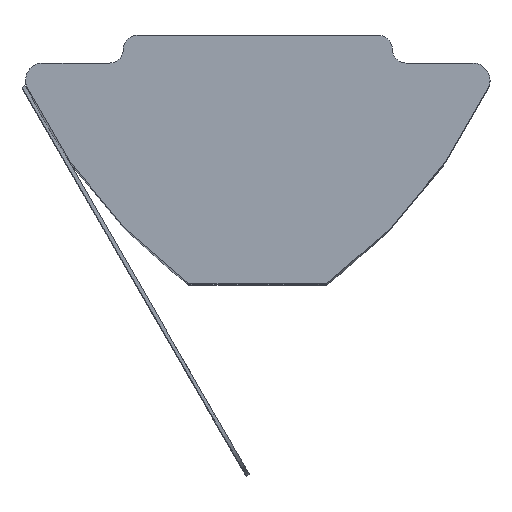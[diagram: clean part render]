
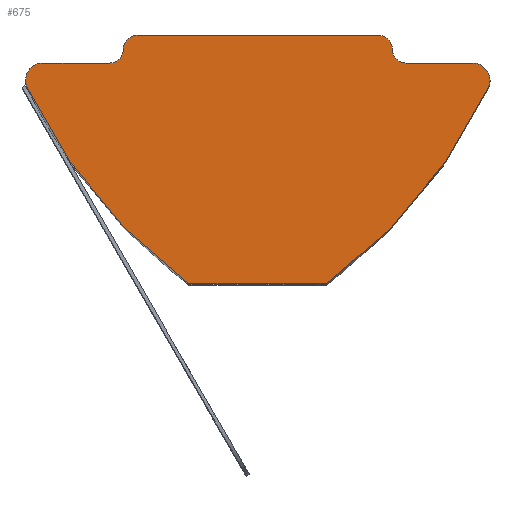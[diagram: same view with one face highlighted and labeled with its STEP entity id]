
A CAD part, top view. The second image highlights one B-rep face of the part: STEP entity #675.
In plain terms, the highlighted free-form (B-spline) face has degree [1, 1] with [4, 2] control points.
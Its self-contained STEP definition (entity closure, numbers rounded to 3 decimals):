
#22 = CARTESIAN_POINT ( 'NONE',  ( -3.9, -0.4, 22. ) ) ;
#24 = CARTESIAN_POINT ( 'NONE',  ( 6.233, -0.8, 22. ) ) ;
#77 = DIRECTION ( 'NONE',  ( 1., 0., 0. ) ) ;
#83 = DIRECTION ( 'NONE',  ( 0., 0., 1. ) ) ;
#86 = CARTESIAN_POINT ( 'NONE',  ( -6.879, 4.89, 22. ) ) ;
#157 = DIRECTION ( 'NONE',  ( 1., 0., 0. ) ) ;
#158 = CARTESIAN_POINT ( 'NONE',  ( 0., 0., 22. ) ) ;
#160 = DIRECTION ( 'NONE',  ( 1., 0., 0. ) ) ;
#161 = DIRECTION ( 'NONE',  ( 0., 0., -1. ) ) ;
#162 = CARTESIAN_POINT ( 'NONE',  ( 3.5, -0.4, 22. ) ) ;
#167 = DIRECTION ( 'NONE',  ( 1., 0., 0. ) ) ;
#168 = DIRECTION ( 'NONE',  ( 0., 0., -1. ) ) ;
#169 = CARTESIAN_POINT ( 'NONE',  ( -3.5, -0.4, 22. ) ) ;
#170 = DIRECTION ( 'NONE',  ( 1., 0., 0. ) ) ;
#171 = CARTESIAN_POINT ( 'NONE',  ( 0.001, -7.2, 22. ) ) ;
#182 = CARTESIAN_POINT ( 'NONE',  ( 6.686, -1.513, 22. ) ) ;
#183 = CARTESIAN_POINT ( 'NONE',  ( -6.686, -1.513, 22. ) ) ;
#184 = CARTESIAN_POINT ( 'NONE',  ( -6.233, -0.8, 22. ) ) ;
#192 = CARTESIAN_POINT ( 'NONE',  ( -3.5, 0., 22. ) ) ;
#194 = CARTESIAN_POINT ( 'NONE',  ( 3.9, -0.4, 22. ) ) ;
#195 = CARTESIAN_POINT ( 'NONE',  ( -2., -7.2, 22. ) ) ;
#198 = CARTESIAN_POINT ( 'NONE',  ( 3.5, 0., 22. ) ) ;
#200 = CARTESIAN_POINT ( 'NONE',  ( -4.3, -0.8, 22. ) ) ;
#202 = CARTESIAN_POINT ( 'NONE',  ( 2., -7.2, 22. ) ) ;
#203 = CARTESIAN_POINT ( 'NONE',  ( 6.733, -1.3, 22. ) ) ;
#205 = CARTESIAN_POINT ( 'NONE',  ( 4.3, -0.8, 22. ) ) ;
#241 = DIRECTION ( 'NONE',  ( 1., 0., 0. ) ) ;
#242 = DIRECTION ( 'NONE',  ( 0., 0., 1. ) ) ;
#243 = CARTESIAN_POINT ( 'NONE',  ( 6.879, 4.89, 22. ) ) ;
#256 = DIRECTION ( 'NONE',  ( 1., 0., 0. ) ) ;
#258 = DIRECTION ( 'NONE',  ( 0., 0., -1. ) ) ;
#259 = CARTESIAN_POINT ( 'NONE',  ( -4.3, -0.4, 22. ) ) ;
#265 = DIRECTION ( 'NONE',  ( -1., 0., 0. ) ) ;
#266 = CARTESIAN_POINT ( 'NONE',  ( 0.001, -0.8, 22. ) ) ;
#278 = DIRECTION ( 'NONE',  ( -1., 0., 0. ) ) ;
#279 = CARTESIAN_POINT ( 'NONE',  ( 0.001, -0.8, 22. ) ) ;
#285 = DIRECTION ( 'NONE',  ( 1., 0., 0. ) ) ;
#286 = DIRECTION ( 'NONE',  ( 0., 0., -1. ) ) ;
#287 = CARTESIAN_POINT ( 'NONE',  ( 4.3, -0.4, 22. ) ) ;
#295 = DIRECTION ( 'NONE',  ( 1., 0., 0. ) ) ;
#296 = DIRECTION ( 'NONE',  ( 0., 0., -1. ) ) ;
#297 = CARTESIAN_POINT ( 'NONE',  ( 6.233, -1.3, 22. ) ) ;
#347 = DIRECTION ( 'NONE',  ( 1., 0., 0. ) ) ;
#348 = DIRECTION ( 'NONE',  ( 0., 0., -1. ) ) ;
#349 = CARTESIAN_POINT ( 'NONE',  ( -6.233, -1.3, 22. ) ) ;
#441 = CARTESIAN_POINT ( 'NONE',  ( 6.817, 0., 22. ) ) ;
#442 = CARTESIAN_POINT ( 'NONE',  ( 6.817, -7.2, 22. ) ) ;
#443 = CARTESIAN_POINT ( 'NONE',  ( 6.733, 0., 22. ) ) ;
#444 = CARTESIAN_POINT ( 'NONE',  ( 6.733, -7.2, 22. ) ) ;
#445 = CARTESIAN_POINT ( 'NONE',  ( -6.733, 0., 22. ) ) ;
#446 = CARTESIAN_POINT ( 'NONE',  ( -6.733, -7.2, 22. ) ) ;
#447 = CARTESIAN_POINT ( 'NONE',  ( -6.818, 0., 22. ) ) ;
#448 = CARTESIAN_POINT ( 'NONE',  ( -6.818, -7.2, 22. ) ) ;
#449 = DIRECTION ( 'NONE',  ( 1., 0., 0. ) ) ;
#450 = DIRECTION ( 'NONE',  ( 0., 0., -1. ) ) ;
#451 = CARTESIAN_POINT ( 'NONE',  ( 6.233, -1.3, 22. ) ) ;
#486 = VECTOR ( 'NONE', #278, 1000. ) ;
#491 = AXIS2_PLACEMENT_3D ( 'NONE', #287, #286, #285 ) ;
#492 = CIRCLE ( 'NONE', #491, 0.4 ) ;
#496 = AXIS2_PLACEMENT_3D ( 'NONE', #297, #296, #295 ) ;
#498 = CIRCLE ( 'NONE', #496, 0.5 ) ;
#500 = CIRCLE ( 'NONE', #584, 0.4 ) ;
#511 = AXIS2_PLACEMENT_3D ( 'NONE', #349, #348, #347 ) ;
#512 = CIRCLE ( 'NONE', #511, 0.5 ) ;
#545 = AXIS2_PLACEMENT_3D ( 'NONE', #451, #450, #449 ) ;
#552 = CIRCLE ( 'NONE', #545, 0.5 ) ;
#584 = AXIS2_PLACEMENT_3D ( 'NONE', #259, #258, #256 ) ;
#586 = VECTOR ( 'NONE', #265, 1000. ) ;
#590 = CIRCLE ( 'NONE', #592, 15. ) ;
#592 = AXIS2_PLACEMENT_3D ( 'NONE', #243, #242, #241 ) ;
#593 = CIRCLE ( 'NONE', #606, 0.4 ) ;
#595 = CIRCLE ( 'NONE', #601, 15. ) ;
#600 = CIRCLE ( 'NONE', #609, 0.4 ) ;
#601 = AXIS2_PLACEMENT_3D ( 'NONE', #86, #83, #77 ) ;
#605 = VECTOR ( 'NONE', #170, 1000. ) ;
#606 = AXIS2_PLACEMENT_3D ( 'NONE', #169, #168, #167 ) ;
#609 = AXIS2_PLACEMENT_3D ( 'NONE', #162, #161, #160 ) ;
#611 = VECTOR ( 'NONE', #157, 1000. ) ;
#674 = EDGE_CURVE ( 'NONE', #892, #894, #552, .T. ) ;
#675 = ADVANCED_FACE ( 'NONE', ( #1089 ), #1225, .T. ) ;
#701 = EDGE_CURVE ( 'NONE', #851, #863, #512, .T. ) ;
#714 = EDGE_CURVE ( 'NONE', #777, #892, #498, .T. ) ;
#717 = EDGE_CURVE ( 'NONE', #896, #868, #492, .T. ) ;
#720 = EDGE_CURVE ( 'NONE', #893, #863, #1113, .T. ) ;
#724 = EDGE_CURVE ( 'NONE', #777, #896, #1119, .T. ) ;
#726 = EDGE_CURVE ( 'NONE', #778, #893, #500, .T. ) ;
#730 = EDGE_CURVE ( 'NONE', #851, #852, #590, .T. ) ;
#736 = EDGE_CURVE ( 'NONE', #880, #894, #595, .T. ) ;
#739 = EDGE_CURVE ( 'NONE', #852, #880, #1126, .T. ) ;
#740 = EDGE_CURVE ( 'NONE', #778, #875, #593, .T. ) ;
#742 = EDGE_CURVE ( 'NONE', #855, #868, #600, .T. ) ;
#743 = EDGE_CURVE ( 'NONE', #875, #855, #1129, .T. ) ;
#777 = VERTEX_POINT ( 'NONE', #24 ) ;
#778 = VERTEX_POINT ( 'NONE', #22 ) ;
#845 = EDGE_LOOP ( 'NONE', ( #910, #908, #913, #909, #907, #906, #905, #904, #877, #859, #860, #857, #854 ) ) ;
#851 = VERTEX_POINT ( 'NONE', #183 ) ;
#852 = VERTEX_POINT ( 'NONE', #195 ) ;
#854 = ORIENTED_EDGE ( 'NONE', *, *, #743, .F. ) ;
#855 = VERTEX_POINT ( 'NONE', #198 ) ;
#857 = ORIENTED_EDGE ( 'NONE', *, *, #742, .F. ) ;
#859 = ORIENTED_EDGE ( 'NONE', *, *, #724, .T. ) ;
#860 = ORIENTED_EDGE ( 'NONE', *, *, #717, .T. ) ;
#863 = VERTEX_POINT ( 'NONE', #184 ) ;
#868 = VERTEX_POINT ( 'NONE', #194 ) ;
#875 = VERTEX_POINT ( 'NONE', #192 ) ;
#877 = ORIENTED_EDGE ( 'NONE', *, *, #714, .F. ) ;
#880 = VERTEX_POINT ( 'NONE', #202 ) ;
#892 = VERTEX_POINT ( 'NONE', #203 ) ;
#893 = VERTEX_POINT ( 'NONE', #200 ) ;
#894 = VERTEX_POINT ( 'NONE', #182 ) ;
#896 = VERTEX_POINT ( 'NONE', #205 ) ;
#904 = ORIENTED_EDGE ( 'NONE', *, *, #674, .F. ) ;
#905 = ORIENTED_EDGE ( 'NONE', *, *, #736, .T. ) ;
#906 = ORIENTED_EDGE ( 'NONE', *, *, #739, .T. ) ;
#907 = ORIENTED_EDGE ( 'NONE', *, *, #730, .T. ) ;
#908 = ORIENTED_EDGE ( 'NONE', *, *, #726, .T. ) ;
#909 = ORIENTED_EDGE ( 'NONE', *, *, #701, .F. ) ;
#910 = ORIENTED_EDGE ( 'NONE', *, *, #740, .F. ) ;
#913 = ORIENTED_EDGE ( 'NONE', *, *, #720, .T. ) ;
#1089 = FACE_OUTER_BOUND ( 'NONE', #845, .T. ) ;
#1113 = LINE ( 'NONE', #279, #486 ) ;
#1119 = LINE ( 'NONE', #266, #586 ) ;
#1126 = LINE ( 'NONE', #171, #605 ) ;
#1129 = LINE ( 'NONE', #158, #611 ) ;
#1225 = B_SPLINE_SURFACE_WITH_KNOTS ( 'NONE', 1, 1, ( 
 ( #448, #447 ),
 ( #446, #445 ),
 ( #444, #443 ),
 ( #442, #441 ) ),
 .UNSPECIFIED., .F., .F., .F.,
 ( 2, 1, 1, 2 ),
 ( 2, 2 ),
 ( -0.006, 0., 1., 1.006 ),
 ( 0., 1. ),
 .UNSPECIFIED. ) ;
